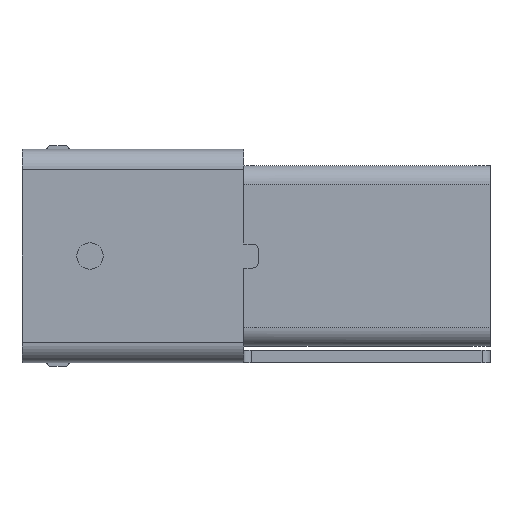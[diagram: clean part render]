
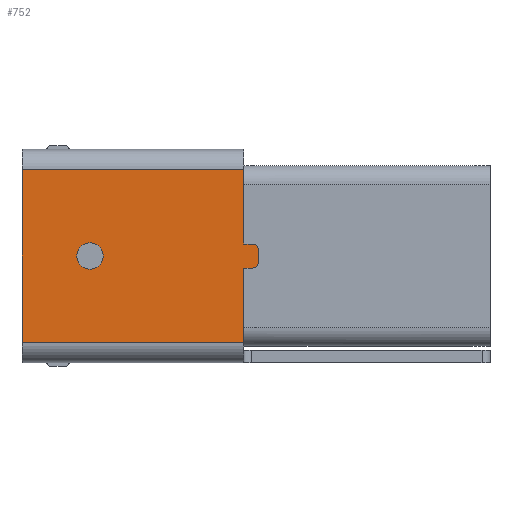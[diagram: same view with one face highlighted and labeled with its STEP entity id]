
A CAD part, front view. The second image highlights one B-rep face of the part: STEP entity #752.
In plain terms, the highlighted planar face has unit normal (0, -1, 0).
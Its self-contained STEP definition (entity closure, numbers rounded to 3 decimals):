
#1=CARTESIAN_POINT('',(20.3,0.,0.7));
#2=DIRECTION('',(0.,1.,0.));
#3=DIRECTION('',(0.,0.,1.));
#4=AXIS2_PLACEMENT_3D('',#1,#2,#3);
#6=CARTESIAN_POINT('',(20.3,0.,-0.7));
#7=DIRECTION('',(0.,1.,0.));
#8=DIRECTION('',(1.,0.,0.));
#9=AXIS2_PLACEMENT_3D('',#6,#7,#8);
#11=CARTESIAN_POINT('',(0.,0.,0.));
#12=DIRECTION('',(0.,-1.,0.));
#13=DIRECTION('',(1.,0.,0.));
#14=AXIS2_PLACEMENT_3D('',#11,#12,#13);
#16=CARTESIAN_POINT('',(0.,0.,0.));
#17=DIRECTION('',(0.,-1.,0.));
#18=DIRECTION('',(-1.,0.,0.));
#19=AXIS2_PLACEMENT_3D('',#16,#17,#18);
#29=DIRECTION('',(-1.,0.,0.));
#30=VECTOR('',#29,1.1);
#31=CARTESIAN_POINT('',(20.3,0.,1.5));
#32=LINE('',#31,#30);
#37=DIRECTION('',(0.,0.,1.));
#38=VECTOR('',#37,9.3);
#39=CARTESIAN_POINT('',(19.2,0.,1.5));
#40=LINE('',#39,#38);
#183=DIRECTION('',(-1.,0.,0.));
#184=VECTOR('',#183,27.7);
#185=CARTESIAN_POINT('',(19.2,0.,10.8));
#186=LINE('',#185,#184);
#201=DIRECTION('',(0.,0.,-1.));
#202=VECTOR('',#201,21.6);
#203=CARTESIAN_POINT('',(-8.5,0.,10.8));
#204=LINE('',#203,#202);
#231=DIRECTION('',(1.,0.,0.));
#232=VECTOR('',#231,27.7);
#233=CARTESIAN_POINT('',(-8.5,0.,-10.8));
#234=LINE('',#233,#232);
#338=DIRECTION('',(0.,0.,1.));
#339=VECTOR('',#338,9.3);
#340=CARTESIAN_POINT('',(19.2,0.,-10.8));
#341=LINE('',#340,#339);
#346=DIRECTION('',(1.,0.,0.));
#347=VECTOR('',#346,1.1);
#348=CARTESIAN_POINT('',(19.2,0.,-1.5));
#349=LINE('',#348,#347);
#358=DIRECTION('',(0.,0.,1.));
#359=VECTOR('',#358,1.4);
#360=CARTESIAN_POINT('',(21.1,0.,-0.7));
#361=LINE('',#360,#359);
#559=CARTESIAN_POINT('',(20.3,0.,1.5));
#560=CARTESIAN_POINT('',(21.1,0.,0.7));
#561=VERTEX_POINT('',#559);
#562=VERTEX_POINT('',#560);
#563=CARTESIAN_POINT('',(21.1,0.,-0.7));
#564=VERTEX_POINT('',#563);
#565=CARTESIAN_POINT('',(20.3,0.,-1.5));
#566=VERTEX_POINT('',#565);
#567=CARTESIAN_POINT('',(19.2,0.,-1.5));
#568=VERTEX_POINT('',#567);
#569=CARTESIAN_POINT('',(19.2,0.,-10.8));
#570=VERTEX_POINT('',#569);
#571=CARTESIAN_POINT('',(-8.5,0.,-10.8));
#572=VERTEX_POINT('',#571);
#573=CARTESIAN_POINT('',(-8.5,0.,10.8));
#574=VERTEX_POINT('',#573);
#575=CARTESIAN_POINT('',(19.2,0.,10.8));
#576=VERTEX_POINT('',#575);
#577=CARTESIAN_POINT('',(19.2,0.,1.5));
#578=VERTEX_POINT('',#577);
#579=CARTESIAN_POINT('',(1.65,0.,0.));
#580=CARTESIAN_POINT('',(-1.65,0.,0.));
#581=VERTEX_POINT('',#579);
#582=VERTEX_POINT('',#580);
#719=CARTESIAN_POINT('',(0.,0.,0.));
#720=DIRECTION('',(0.,1.,0.));
#721=DIRECTION('',(1.,0.,0.));
#722=AXIS2_PLACEMENT_3D('',#719,#720,#721);
#723=PLANE('',#722);
#725=ORIENTED_EDGE('',*,*,#724,.T.);
#727=ORIENTED_EDGE('',*,*,#726,.F.);
#729=ORIENTED_EDGE('',*,*,#728,.T.);
#731=ORIENTED_EDGE('',*,*,#730,.F.);
#733=ORIENTED_EDGE('',*,*,#732,.F.);
#735=ORIENTED_EDGE('',*,*,#734,.F.);
#737=ORIENTED_EDGE('',*,*,#736,.F.);
#739=ORIENTED_EDGE('',*,*,#738,.F.);
#741=ORIENTED_EDGE('',*,*,#740,.F.);
#743=ORIENTED_EDGE('',*,*,#742,.F.);
#744=EDGE_LOOP('',(#725,#727,#729,#731,#733,#735,#737,#739,#741,#743));
#745=FACE_OUTER_BOUND('',#744,.F.);
#747=ORIENTED_EDGE('',*,*,#746,.T.);
#749=ORIENTED_EDGE('',*,*,#748,.T.);
#750=EDGE_LOOP('',(#747,#749));
#751=FACE_BOUND('',#750,.F.);
#5=CIRCLE('',#4,0.8);
#10=CIRCLE('',#9,0.8);
#15=CIRCLE('',#14,1.65);
#20=CIRCLE('',#19,1.65);
#724=EDGE_CURVE('',#561,#562,#5,.T.);
#726=EDGE_CURVE('',#564,#562,#361,.T.);
#728=EDGE_CURVE('',#564,#566,#10,.T.);
#730=EDGE_CURVE('',#568,#566,#349,.T.);
#732=EDGE_CURVE('',#570,#568,#341,.T.);
#734=EDGE_CURVE('',#572,#570,#234,.T.);
#736=EDGE_CURVE('',#574,#572,#204,.T.);
#738=EDGE_CURVE('',#576,#574,#186,.T.);
#740=EDGE_CURVE('',#578,#576,#40,.T.);
#742=EDGE_CURVE('',#561,#578,#32,.T.);
#746=EDGE_CURVE('',#581,#582,#15,.T.);
#748=EDGE_CURVE('',#582,#581,#20,.T.);
#752=ADVANCED_FACE('',(#745,#751),#723,.F.);
